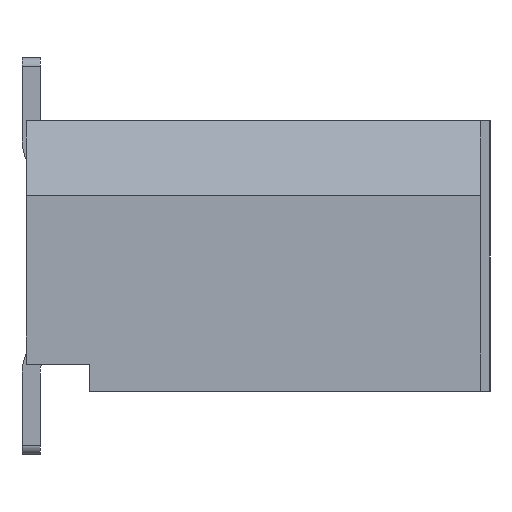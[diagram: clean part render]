
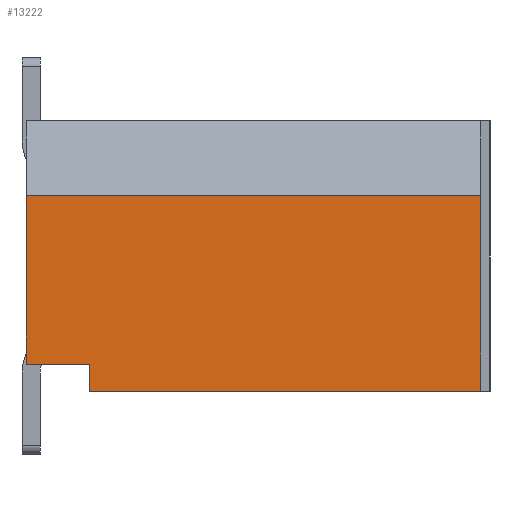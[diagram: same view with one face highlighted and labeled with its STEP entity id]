
A CAD part, left-side view. The second image highlights one B-rep face of the part: STEP entity #13222.
In plain terms, the highlighted planar face has unit normal (-1, 0, 0).
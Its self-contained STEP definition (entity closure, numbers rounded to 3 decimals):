
#1981=ORIENTED_EDGE('',*,*,#4348,.F.);
#1982=ORIENTED_EDGE('',*,*,#5439,.F.);
#1983=ORIENTED_EDGE('',*,*,#5440,.F.);
#1984=ORIENTED_EDGE('',*,*,#5441,.T.);
#1985=ORIENTED_EDGE('',*,*,#5442,.T.);
#1986=ORIENTED_EDGE('',*,*,#5431,.F.);
#4348=EDGE_CURVE('',#6317,#6318,#7627,.T.);
#5431=EDGE_CURVE('',#6318,#7114,#8660,.T.);
#5439=EDGE_CURVE('',#7118,#6317,#8668,.T.);
#5440=EDGE_CURVE('',#7119,#7118,#8669,.T.);
#5441=EDGE_CURVE('',#7119,#7120,#8670,.T.);
#5442=EDGE_CURVE('',#7120,#7114,#8671,.T.);
#6317=VERTEX_POINT('',#18038);
#6318=VERTEX_POINT('',#18040);
#7114=VERTEX_POINT('',#20115);
#7118=VERTEX_POINT('',#20130);
#7119=VERTEX_POINT('',#20132);
#7120=VERTEX_POINT('',#20134);
#7627=LINE('',#18039,#9470);
#8660=LINE('',#20114,#10503);
#8668=LINE('',#20129,#10511);
#8669=LINE('',#20131,#10512);
#8670=LINE('',#20133,#10513);
#8671=LINE('',#20135,#10514);
#9470=VECTOR('',#14560,1000.);
#10503=VECTOR('',#16085,1000.);
#10511=VECTOR('',#16099,1000.);
#10512=VECTOR('',#16100,1000.);
#10513=VECTOR('',#16101,1000.);
#10514=VECTOR('',#16102,1000.);
#11421=EDGE_LOOP('',(#1981,#1982,#1983,#1984,#1985,#1986));
#12042=FACE_BOUND('',#11421,.T.);
#12638=PLANE('',#13942);
#13222=ADVANCED_FACE('',(#12042),#12638,.F.);
#13942=AXIS2_PLACEMENT_3D('',#20128,#16097,#16098);
#14560=DIRECTION('',(0.,0.,1.));
#16085=DIRECTION('',(0.,1.,0.));
#16097=DIRECTION('',(1.,0.,0.));
#16098=DIRECTION('',(0.,0.,-1.));
#16099=DIRECTION('',(0.,1.,0.));
#16100=DIRECTION('',(0.,0.,-1.));
#16101=DIRECTION('',(0.,1.,0.));
#16102=DIRECTION('',(0.,0.,-1.));
#18038=CARTESIAN_POINT('',(-13.5,1.825,-1.5));
#18039=CARTESIAN_POINT('',(-13.5,1.825,-1.5));
#18040=CARTESIAN_POINT('',(-13.5,1.825,-1.2));
#20114=CARTESIAN_POINT('',(-13.5,1.825,-1.2));
#20115=CARTESIAN_POINT('',(-13.5,2.525,-1.2));
#20128=CARTESIAN_POINT('',(-13.5,-2.525,0.672));
#20129=CARTESIAN_POINT('',(-13.5,-2.525,-1.5));
#20130=CARTESIAN_POINT('',(-13.5,-2.525,-1.5));
#20131=CARTESIAN_POINT('',(-13.5,-2.525,0.672));
#20132=CARTESIAN_POINT('',(-13.5,-2.525,0.672));
#20133=CARTESIAN_POINT('',(-13.5,-2.525,0.672));
#20134=CARTESIAN_POINT('',(-13.5,2.525,0.672));
#20135=CARTESIAN_POINT('',(-13.5,2.525,0.672));
